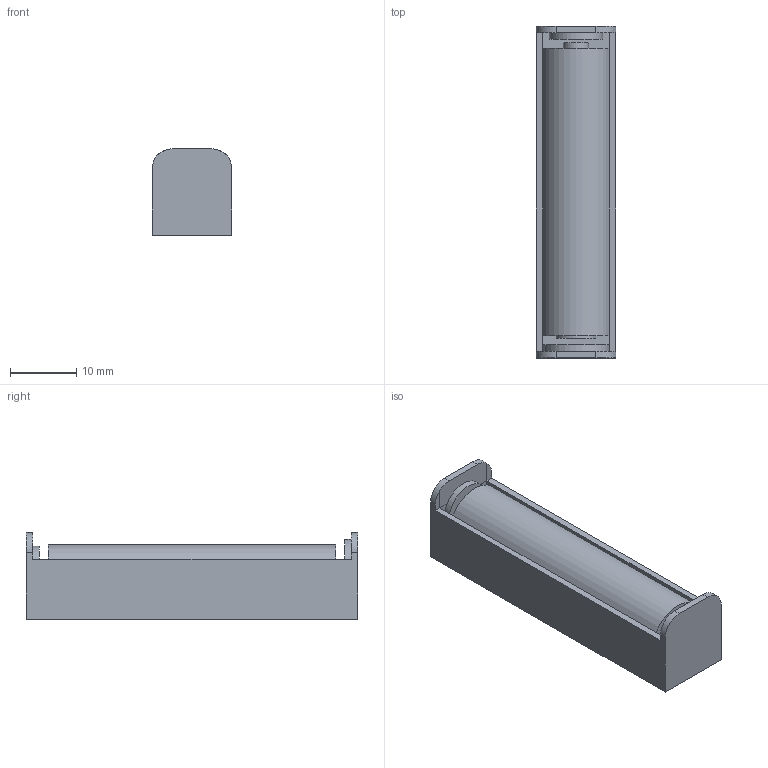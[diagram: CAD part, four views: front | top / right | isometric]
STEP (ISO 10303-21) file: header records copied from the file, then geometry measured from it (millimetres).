
FILE_DESCRIPTION(('FreeCAD Model'),'2;1');
FILE_NAME('Holder+AAA.step', '2018-01-09T12:50:11',('Author'),(''), 'Open CASCADE STEP processor 6.8','FreeCAD','Unknown');
FILE_SCHEMA(('AUTOMOTIVE_DESIGN_CC2 { 1 2 10303 214 -1 1 5 4 }'));
Length unit declared in the file: millimetre
Products named in the file (1): Compound002
Bounding box: 12 x 50 x 13 mm (x, y, z)
Volume: 5546.8 mm3; surface area: 5443.4 mm2
Topology: 6 solids, 6 shells, 39 faces, 73 edges, 46 vertices
Faces by surface type: plane 30, cylinder 9
Full cylindrical faces by diameter (mm): 3.8 x1, 6 x1, 8 x1, 10 x1, 10.5 x1
Entity records: 2188 total; most frequent: DIRECTION 317, CARTESIAN_POINT 309, LINE 171, VECTOR 171, ORIENTED_EDGE 146, PCURVE 146, DEFINITIONAL_REPRESENTATION 146, EDGE_CURVE 73
